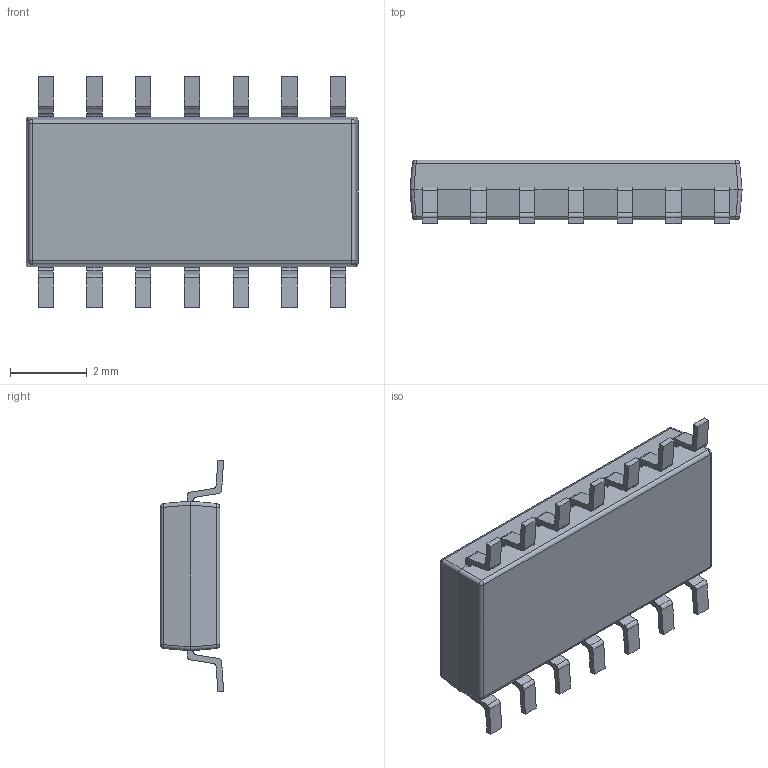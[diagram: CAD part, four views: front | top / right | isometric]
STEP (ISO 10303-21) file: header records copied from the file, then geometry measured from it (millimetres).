
FILE_DESCRIPTION (( 'STEP AP214' ), '1' );
FILE_NAME ('SO-14 150mil Wide.STEP', '2016-01-06T23:29:40', ( '' ), ( '' ), 'SwSTEP 2.0', 'SolidWorks 2015', '' );
FILE_SCHEMA (( 'AUTOMOTIVE_DESIGN' ));
Length unit declared in the file: millimetre
Products named in the file (1): SO-14 150mil Wide
Bounding box: 8.65 x 1.65 x 6.02 mm (x, y, z)
Volume: 52.3 mm3; surface area: 126.5 mm2
Topology: 1 solids, 1 shells, 219 faces, 624 edges, 400 vertices
Faces by surface type: plane 137, cylinder 74, sphere 8
Entity records: 9083 total; most frequent: CARTESIAN_POINT 1248, ORIENTED_EDGE 1232, DIRECTION 1192, EDGE_CURVE 616, VECTOR 472, LINE 472, VERTEX_POINT 400, AXIS2_PLACEMENT_3D 360
